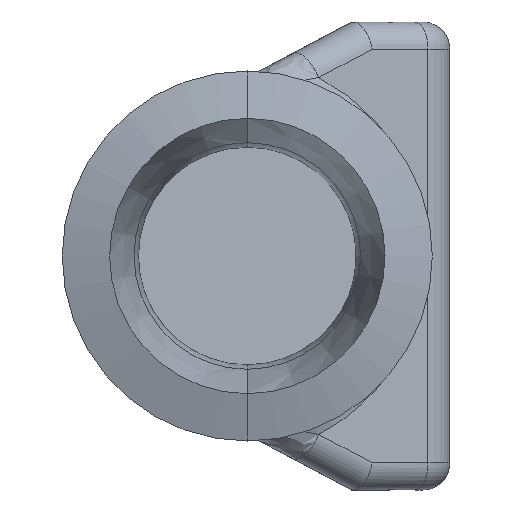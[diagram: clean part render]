
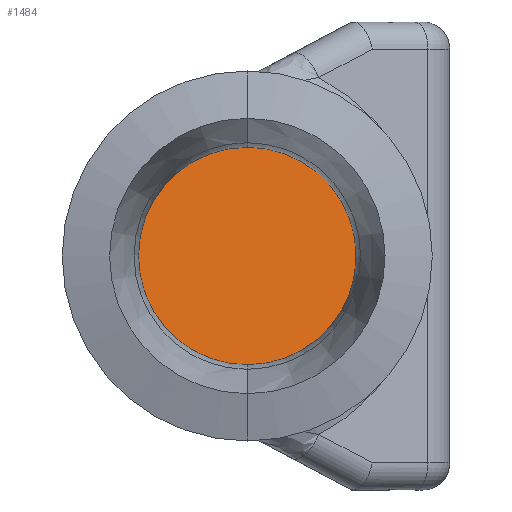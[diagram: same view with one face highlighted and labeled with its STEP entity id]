
A CAD part, left-side view. The second image highlights one B-rep face of the part: STEP entity #1484.
In plain terms, the highlighted planar face has unit normal (-0.866, -0.5, 0).
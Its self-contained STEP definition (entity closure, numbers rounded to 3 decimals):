
#18 = CARTESIAN_POINT ( 'NONE',  ( 100.878, 0., -5. ) ) ;
#52 = EDGE_CURVE ( 'NONE', #347, #694, #320, .T. ) ;
#187 = CARTESIAN_POINT ( 'NONE',  ( 106.651, -10., 5. ) ) ;
#217 = PLANE ( 'NONE',  #1218 ) ;
#257 = DIRECTION ( 'NONE',  ( -0.866, -0.5, 0. ) ) ;
#317 = EDGE_CURVE ( 'NONE', #694, #347, #632, .T. ) ;
#320 =( BOUNDED_CURVE ( )  B_SPLINE_CURVE ( 3, ( #556, #1396, #187, #722 ),
 .UNSPECIFIED., .F., .F. ) 
 B_SPLINE_CURVE_WITH_KNOTS ( ( 4, 4 ),
 ( 1.571, 4.712 ),
 .UNSPECIFIED. ) 
 CURVE ( )  GEOMETRIC_REPRESENTATION_ITEM ( )  RATIONAL_B_SPLINE_CURVE ( ( 1., 0.333, 0.333, 1. ) ) 
 REPRESENTATION_ITEM ( '' )  );
#347 = VERTEX_POINT ( 'NONE', #18 ) ;
#401 = CARTESIAN_POINT ( 'NONE',  ( 95.104, 10., -5. ) ) ;
#556 = CARTESIAN_POINT ( 'NONE',  ( 100.878, 0., -5. ) ) ;
#610 = ORIENTED_EDGE ( 'NONE', *, *, #317, .T. ) ;
#632 =( BOUNDED_CURVE ( )  B_SPLINE_CURVE ( 3, ( #928, #1073, #401, #958 ),
 .UNSPECIFIED., .F., .T. ) 
 B_SPLINE_CURVE_WITH_KNOTS ( ( 4, 4 ),
 ( 4.712, 7.854 ),
 .UNSPECIFIED. ) 
 CURVE ( )  GEOMETRIC_REPRESENTATION_ITEM ( )  RATIONAL_B_SPLINE_CURVE ( ( 1., 0.333, 0.333, 1. ) ) 
 REPRESENTATION_ITEM ( '' )  );
#665 = EDGE_LOOP ( 'NONE', ( #610, #724 ) ) ;
#694 = VERTEX_POINT ( 'NONE', #1338 ) ;
#722 = CARTESIAN_POINT ( 'NONE',  ( 100.878, 0., 5. ) ) ;
#724 = ORIENTED_EDGE ( 'NONE', *, *, #52, .T. ) ;
#751 = FACE_OUTER_BOUND ( 'NONE', #665, .T. ) ;
#896 = DIRECTION ( 'NONE',  ( 0.5, -0.866, 0. ) ) ;
#928 = CARTESIAN_POINT ( 'NONE',  ( 100.878, 0., 5. ) ) ;
#958 = CARTESIAN_POINT ( 'NONE',  ( 100.878, 0., -5. ) ) ;
#1073 = CARTESIAN_POINT ( 'NONE',  ( 95.104, 10., 5. ) ) ;
#1218 = AXIS2_PLACEMENT_3D ( 'NONE', #1599, #257, #896 ) ;
#1338 = CARTESIAN_POINT ( 'NONE',  ( 100.878, 0., 5. ) ) ;
#1396 = CARTESIAN_POINT ( 'NONE',  ( 106.651, -10., -5. ) ) ;
#1484 = ADVANCED_FACE ( 'NONE', ( #751 ), #217, .T. ) ;
#1599 = CARTESIAN_POINT ( 'NONE',  ( 105.959, -8.8, -31.283 ) ) ;
